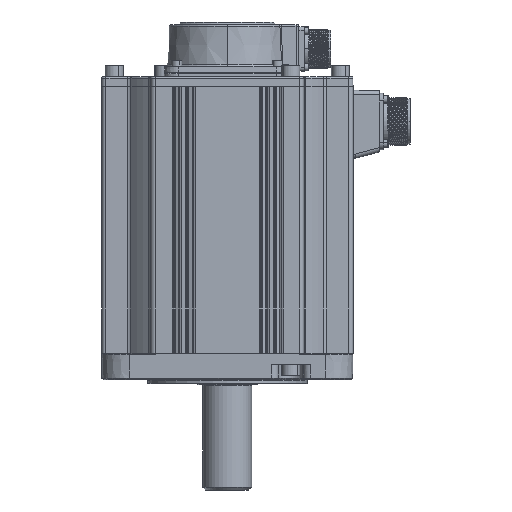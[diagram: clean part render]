
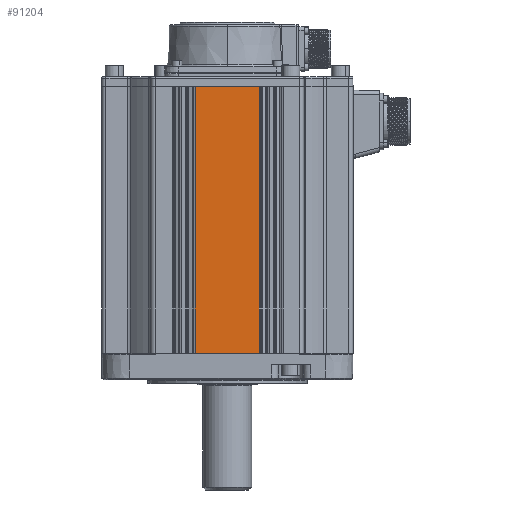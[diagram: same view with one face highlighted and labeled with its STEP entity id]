
A CAD part, left-side view. The second image highlights one B-rep face of the part: STEP entity #91204.
In plain terms, the highlighted planar face has unit normal (-1, 0, 0).
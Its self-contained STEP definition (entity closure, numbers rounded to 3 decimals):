
#3008 = CARTESIAN_POINT ( 'NONE',  ( -90., -24., -190.8 ) ) ;
#3644 = LINE ( 'NONE', #70830, #96557 ) ;
#5348 = CARTESIAN_POINT ( 'NONE',  ( -90., -24., 0. ) ) ;
#14739 = DIRECTION ( 'NONE',  ( 0., -1., 0. ) ) ;
#15729 = EDGE_LOOP ( 'NONE', ( #113324, #122866, #118288, #61666 ) ) ;
#15739 = DIRECTION ( 'NONE',  ( 0., -1., 0. ) ) ;
#18311 = AXIS2_PLACEMENT_3D ( 'NONE', #3008, #106263, #81968 ) ;
#24759 = VECTOR ( 'NONE', #56735, 1000. ) ;
#30293 = VERTEX_POINT ( 'NONE', #109480 ) ;
#35377 = EDGE_CURVE ( 'NONE', #30293, #137783, #46397, .T. ) ;
#41526 = CARTESIAN_POINT ( 'NONE',  ( -90., -23.051, 0. ) ) ;
#43300 = EDGE_CURVE ( 'NONE', #117144, #30293, #3644, .T. ) ;
#46397 = LINE ( 'NONE', #123862, #24759 ) ;
#49104 = LINE ( 'NONE', #129471, #62927 ) ;
#56735 = DIRECTION ( 'NONE',  ( 0., 0., 1. ) ) ;
#61475 = LINE ( 'NONE', #5348, #72252 ) ;
#61602 = DIRECTION ( 'NONE',  ( 0., 0., -1. ) ) ;
#61666 = ORIENTED_EDGE ( 'NONE', *, *, #135178, .T. ) ;
#62927 = VECTOR ( 'NONE', #61602, 1000. ) ;
#70830 = CARTESIAN_POINT ( 'NONE',  ( -90., -24., -190.8 ) ) ;
#71653 = PLANE ( 'NONE',  #18311 ) ;
#72252 = VECTOR ( 'NONE', #15739, 1000. ) ;
#81233 = FACE_OUTER_BOUND ( 'NONE', #15729, .T. ) ;
#81968 = DIRECTION ( 'NONE',  ( 0., 0., 1. ) ) ;
#90899 = EDGE_CURVE ( 'NONE', #129390, #137783, #61475, .T. ) ;
#91204 = ADVANCED_FACE ( 'NONE', ( #81233 ), #71653, .T. ) ;
#94630 = CARTESIAN_POINT ( 'NONE',  ( -90., 23.051, -190.8 ) ) ;
#96557 = VECTOR ( 'NONE', #14739, 1000. ) ;
#106263 = DIRECTION ( 'NONE',  ( -1., 0., 0. ) ) ;
#109480 = CARTESIAN_POINT ( 'NONE',  ( -90., -23.051, -190.8 ) ) ;
#113324 = ORIENTED_EDGE ( 'NONE', *, *, #43300, .T. ) ;
#117144 = VERTEX_POINT ( 'NONE', #94630 ) ;
#118288 = ORIENTED_EDGE ( 'NONE', *, *, #90899, .F. ) ;
#122866 = ORIENTED_EDGE ( 'NONE', *, *, #35377, .T. ) ;
#123862 = CARTESIAN_POINT ( 'NONE',  ( -90., -23.051, -190.8 ) ) ;
#129390 = VERTEX_POINT ( 'NONE', #143235 ) ;
#129471 = CARTESIAN_POINT ( 'NONE',  ( -90., 23.051, -190.8 ) ) ;
#135178 = EDGE_CURVE ( 'NONE', #129390, #117144, #49104, .T. ) ;
#137783 = VERTEX_POINT ( 'NONE', #41526 ) ;
#143235 = CARTESIAN_POINT ( 'NONE',  ( -90., 23.051, 0. ) ) ;
